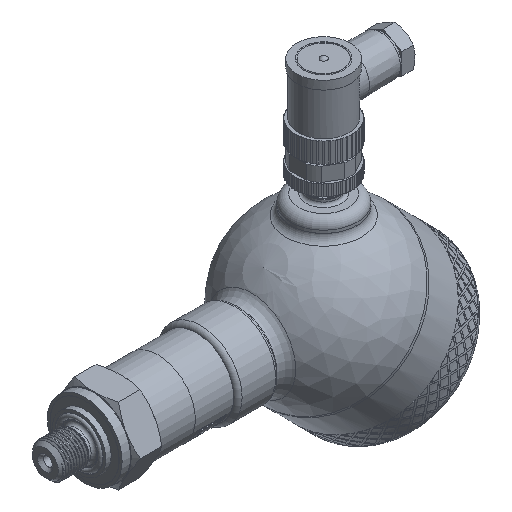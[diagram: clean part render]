
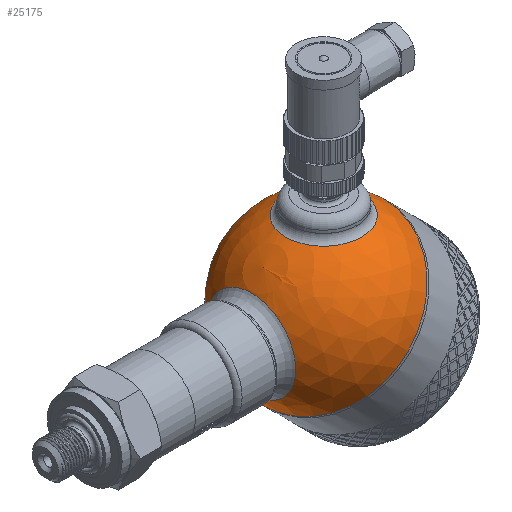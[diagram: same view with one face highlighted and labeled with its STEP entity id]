
A CAD part, isometric view. The second image highlights one B-rep face of the part: STEP entity #25175.
In plain terms, the highlighted spherical face has radius 30 mm.
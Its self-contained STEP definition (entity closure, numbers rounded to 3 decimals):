
#36=SPHERICAL_SURFACE('',#26730,30.);
#1032=FACE_BOUND('',#3898,.T.);
#1033=FACE_BOUND('',#3899,.T.);
#2252=FACE_OUTER_BOUND('',#3897,.T.);
#3897=EDGE_LOOP('',(#18597,#18598,#18599,#18600));
#3898=EDGE_LOOP('',(#18601));
#3899=EDGE_LOOP('',(#18602));
#5406=CIRCLE('',#26652,30.);
#5407=CIRCLE('',#26653,30.);
#5434=CIRCLE('',#26726,13.5);
#5437=CIRCLE('',#26731,30.);
#5438=CIRCLE('',#26732,15.643);
#10118=VERTEX_POINT('',#34979);
#10119=VERTEX_POINT('',#34981);
#10618=VERTEX_POINT('',#41368);
#10620=VERTEX_POINT('',#41375);
#10621=VERTEX_POINT('',#41377);
#12848=EDGE_CURVE('',#10118,#10119,#5406,.T.);
#12849=EDGE_CURVE('',#10119,#10118,#5407,.T.);
#13600=EDGE_CURVE('',#10618,#10618,#5434,.T.);
#13603=EDGE_CURVE('',#10119,#10620,#5437,.T.);
#13604=EDGE_CURVE('',#10621,#10621,#5438,.T.);
#18597=ORIENTED_EDGE('',*,*,#12849,.F.);
#18598=ORIENTED_EDGE('',*,*,#13603,.T.);
#18599=ORIENTED_EDGE('',*,*,#13603,.F.);
#18600=ORIENTED_EDGE('',*,*,#12848,.F.);
#18601=ORIENTED_EDGE('',*,*,#13604,.F.);
#18602=ORIENTED_EDGE('',*,*,#13600,.F.);
#25175=ADVANCED_FACE('',(#2252,#1032,#1033),#36,.T.);
#26652=AXIS2_PLACEMENT_3D('',#34982,#28391,#28392);
#26653=AXIS2_PLACEMENT_3D('',#34983,#28393,#28394);
#26726=AXIS2_PLACEMENT_3D('',#41369,#28803,#28804);
#26730=AXIS2_PLACEMENT_3D('',#41374,#28811,#28812);
#26731=AXIS2_PLACEMENT_3D('',#41376,#28813,#28814);
#26732=AXIS2_PLACEMENT_3D('',#41378,#28815,#28816);
#28391=DIRECTION('center_axis',(1.,0.,0.));
#28392=DIRECTION('ref_axis',(0.,1.,0.));
#28393=DIRECTION('center_axis',(1.,0.,0.));
#28394=DIRECTION('ref_axis',(0.,1.,0.));
#28803=DIRECTION('center_axis',(-0.707,0.,-0.707));
#28804=DIRECTION('ref_axis',(-0.707,0.,0.707));
#28811=DIRECTION('center_axis',(1.,0.,0.));
#28812=DIRECTION('ref_axis',(0.,-1.,0.));
#28813=DIRECTION('center_axis',(0.,0.,1.));
#28814=DIRECTION('ref_axis',(0.,1.,0.));
#28815=DIRECTION('center_axis',(-0.707,0.,0.707));
#28816=DIRECTION('ref_axis',(0.707,0.,0.707));
#34979=CARTESIAN_POINT('',(0.,-30.,0.));
#34981=CARTESIAN_POINT('',(0.,30.,0.));
#34982=CARTESIAN_POINT('Origin',(0.,0.,0.));
#34983=CARTESIAN_POINT('Origin',(0.,0.,0.));
#41368=CARTESIAN_POINT('',(-9.398,0.,-28.49));
#41369=CARTESIAN_POINT('Origin',(-18.944,0.,-18.944));
#41374=CARTESIAN_POINT('Origin',(0.,0.,0.));
#41375=CARTESIAN_POINT('',(-30.,0.,0.));
#41376=CARTESIAN_POINT('Origin',(0.,0.,0.));
#41377=CARTESIAN_POINT('',(-29.162,0.,7.04));
#41378=CARTESIAN_POINT('Origin',(-18.101,0.,18.101));
